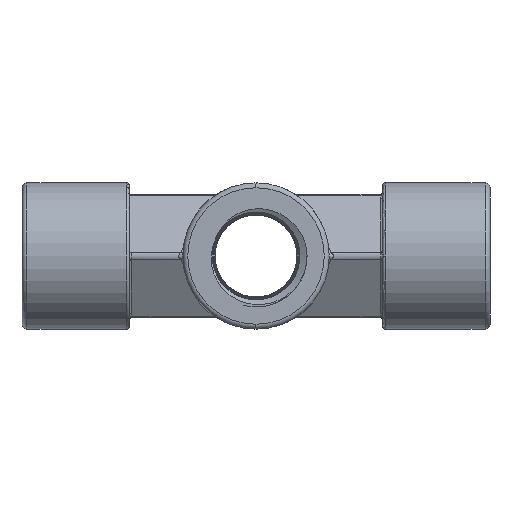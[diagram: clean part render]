
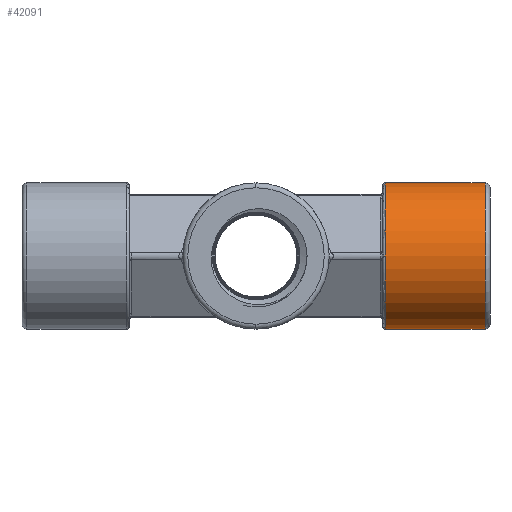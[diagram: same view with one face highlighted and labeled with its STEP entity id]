
A CAD part, left-side view. The second image highlights one B-rep face of the part: STEP entity #42091.
In plain terms, the highlighted cylindrical face has radius 7.5 mm (diameter 15 mm), a partial arc.
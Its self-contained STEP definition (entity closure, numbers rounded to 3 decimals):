
#16343=CARTESIAN_POINT('',(0.,-13.25,0.));
#16344=DIRECTION('',(0.,1.,0.));
#16345=DIRECTION('',(-0.5,0.,-0.866));
#16346=AXIS2_PLACEMENT_3D('',#16343,#16344,#16345);
#16351=CARTESIAN_POINT('',(0.,-13.25,0.));
#16352=DIRECTION('',(0.,1.,0.));
#16353=DIRECTION('',(-1.,0.,0.));
#16354=AXIS2_PLACEMENT_3D('',#16351,#16352,#16353);
#16359=DIRECTION('',(0.,-1.,0.));
#16360=VECTOR('',#16359,10.25);
#16361=CARTESIAN_POINT('',(0.,-13.25,7.5));
#16362=LINE('',#16361,#16360);
#16366=CARTESIAN_POINT('',(0.,-23.5,0.));
#16367=DIRECTION('',(0.,-1.,0.));
#16368=DIRECTION('',(0.,0.,1.));
#16369=AXIS2_PLACEMENT_3D('',#16366,#16367,#16368);
#16374=CARTESIAN_POINT('',(0.,-13.25,0.));
#16375=DIRECTION('',(0.,1.,0.));
#16376=DIRECTION('',(0.,0.,-1.));
#16377=AXIS2_PLACEMENT_3D('',#16374,#16375,#16376);
#16390=DIRECTION('',(0.,-1.,0.));
#16391=VECTOR('',#16390,10.25);
#16392=CARTESIAN_POINT('',(0.,-13.25,-7.5));
#16393=LINE('',#16392,#16391);
#28554=CARTESIAN_POINT('',(0.,-23.5,7.5));
#28555=CARTESIAN_POINT('',(0.,-23.5,-7.5));
#28556=VERTEX_POINT('',#28554);
#28557=VERTEX_POINT('',#28555);
#28585=CARTESIAN_POINT('',(-3.75,-13.25,-6.495));
#28586=CARTESIAN_POINT('',(-7.5,-13.25,0.));
#28587=VERTEX_POINT('',#28585);
#28588=VERTEX_POINT('',#28586);
#28589=CARTESIAN_POINT('',(0.,-13.25,7.5));
#28590=VERTEX_POINT('',#28589);
#28591=CARTESIAN_POINT('',(0.,-13.25,-7.5));
#28592=VERTEX_POINT('',#28591);
#42075=CARTESIAN_POINT('',(0.,-13.,0.));
#42076=DIRECTION('',(0.,-1.,0.));
#42077=DIRECTION('',(0.,0.,-1.));
#42078=AXIS2_PLACEMENT_3D('',#42075,#42076,#42077);
#42079=CYLINDRICAL_SURFACE('',#42078,7.5);
#42080=ORIENTED_EDGE('',*,*,#42063,.T.);
#42081=ORIENTED_EDGE('',*,*,#41789,.T.);
#42083=ORIENTED_EDGE('',*,*,#42082,.T.);
#42085=ORIENTED_EDGE('',*,*,#42084,.T.);
#42087=ORIENTED_EDGE('',*,*,#42086,.F.);
#42088=ORIENTED_EDGE('',*,*,#41785,.T.);
#42089=EDGE_LOOP('',(#42080,#42081,#42083,#42085,#42087,#42088));
#42090=FACE_OUTER_BOUND('',#42089,.F.);
#16347=CIRCLE('',#16346,7.5);
#16355=CIRCLE('',#16354,7.5);
#16370=CIRCLE('',#16369,7.5);
#16378=CIRCLE('',#16377,7.5);
#41785=EDGE_CURVE('',#28592,#28587,#16378,.T.);
#41789=EDGE_CURVE('',#28588,#28590,#16355,.T.);
#42063=EDGE_CURVE('',#28587,#28588,#16347,.T.);
#42082=EDGE_CURVE('',#28590,#28556,#16362,.T.);
#42084=EDGE_CURVE('',#28556,#28557,#16370,.T.);
#42086=EDGE_CURVE('',#28592,#28557,#16393,.T.);
#42091=ADVANCED_FACE('',(#42090),#42079,.T.);
